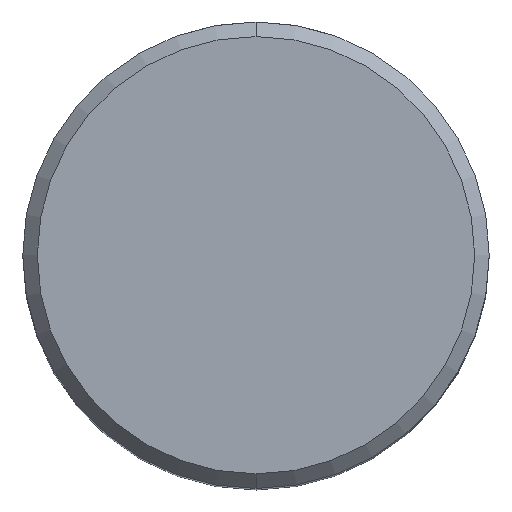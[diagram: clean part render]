
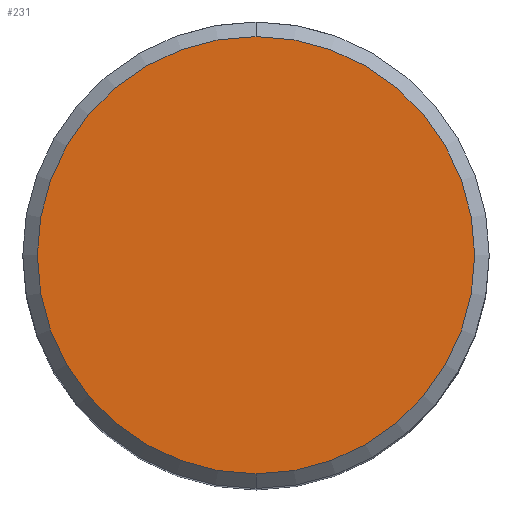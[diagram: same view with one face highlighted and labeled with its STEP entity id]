
A CAD part, top view. The second image highlights one B-rep face of the part: STEP entity #231.
In plain terms, the highlighted planar face has unit normal (0, 0, 1).
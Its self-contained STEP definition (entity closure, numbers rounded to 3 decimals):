
#231=ADVANCED_FACE('',(#542),#543,.T.);
#251=EDGE_CURVE('',#411,#333,#567,.T.);
#333=VERTEX_POINT('',#659);
#411=VERTEX_POINT('',#745);
#421=EDGE_CURVE('',#333,#411,#755,.T.);
#542=FACE_OUTER_BOUND('',#943,.T.);
#543=PLANE('',#944);
#567=CIRCLE('',#972,15.0);
#659=CARTESIAN_POINT('',(0.,-15.0,0.0));
#745=CARTESIAN_POINT('',(0.0,15.0,0.0));
#755=CIRCLE('',#1513,15.0);
#943=EDGE_LOOP('',(#1662,#1663));
#944=AXIS2_PLACEMENT_3D('',#1664,#1665,#1666);
#972=AXIS2_PLACEMENT_3D('',#1702,#1703,#1704);
#1513=AXIS2_PLACEMENT_3D('',#1928,#1929,#1930);
#1662=ORIENTED_EDGE('',*,*,#251,.F.);
#1663=ORIENTED_EDGE('',*,*,#421,.F.);
#1664=CARTESIAN_POINT('',(0.0,7.5,0.0));
#1665=DIRECTION('',(-0.0,0.0,1.0));
#1666=DIRECTION('',(0.0,-1.0,0.0));
#1702=CARTESIAN_POINT('',(0.0,0.0,0.0));
#1703=DIRECTION('',(0.0,0.0,-1.0));
#1704=DIRECTION('',(0.0,1.0,0.0));
#1928=CARTESIAN_POINT('',(0.0,0.0,0.0));
#1929=DIRECTION('',(0.0,0.0,-1.0));
#1930=DIRECTION('',(0.0,1.0,0.0));
